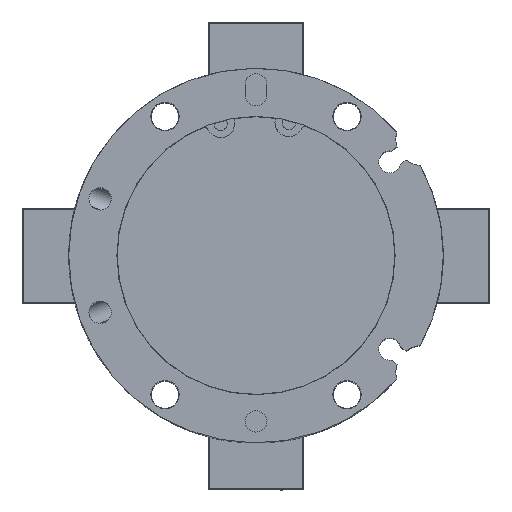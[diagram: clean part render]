
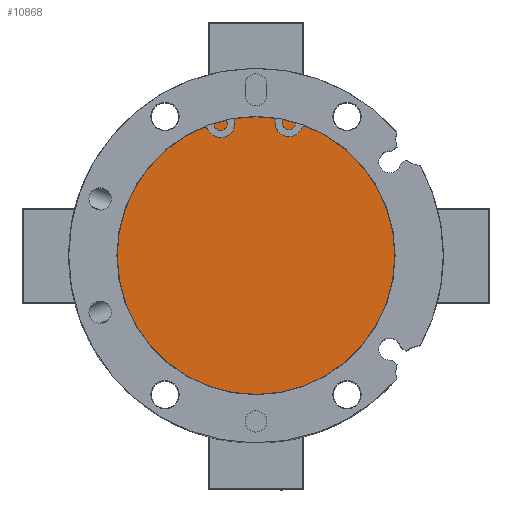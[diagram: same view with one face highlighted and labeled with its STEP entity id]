
A CAD part, top view. The second image highlights one B-rep face of the part: STEP entity #10868.
In plain terms, the highlighted planar face has unit normal (0, 0, 1).
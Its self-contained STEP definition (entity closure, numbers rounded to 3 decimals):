
#1543 = CARTESIAN_POINT ( 'NONE',  ( -9.754, 76.501, -22.627 ) ) ;
#1737 = DIRECTION ( 'NONE',  ( 0., 1., 0. ) ) ;
#1853 = EDGE_CURVE ( 'NONE', #11416, #13293, #6844, .T. ) ;
#2684 = DIRECTION ( 'NONE',  ( 0., 1., 0. ) ) ;
#2817 = DIRECTION ( 'NONE',  ( 0., 0., -1. ) ) ;
#3950 = ORIENTED_EDGE ( 'NONE', *, *, #10293, .F. ) ;
#4028 = CARTESIAN_POINT ( 'NONE',  ( -9.754, 50.551, -22.627 ) ) ;
#5460 = FACE_OUTER_BOUND ( 'NONE', #13596, .T. ) ;
#6844 = CIRCLE ( 'NONE', #13827, 25.95 ) ;
#7295 = CARTESIAN_POINT ( 'NONE',  ( -9.754, 76.501, -22.627 ) ) ;
#8355 = CARTESIAN_POINT ( 'NONE',  ( -9.754, 102.451, -22.627 ) ) ;
#8426 = DIRECTION ( 'NONE',  ( 0., 0., -1. ) ) ;
#9327 = DIRECTION ( 'NONE',  ( 0., 0., -1. ) ) ;
#9449 = CIRCLE ( 'NONE', #10000, 25.95 ) ;
#9471 = CARTESIAN_POINT ( 'NONE',  ( -9.754, 76.501, -22.627 ) ) ;
#9476 = PLANE ( 'NONE',  #13168 ) ;
#10000 = AXIS2_PLACEMENT_3D ( 'NONE', #9471, #2817, #10549 ) ;
#10293 = EDGE_CURVE ( 'NONE', #13293, #11416, #9449, .T. ) ;
#10549 = DIRECTION ( 'NONE',  ( 0., 1., 0. ) ) ;
#10868 = ADVANCED_FACE ( 'NONE', ( #5460 ), #9476, .F. ) ;
#10885 = ORIENTED_EDGE ( 'NONE', *, *, #1853, .F. ) ;
#11416 = VERTEX_POINT ( 'NONE', #8355 ) ;
#13168 = AXIS2_PLACEMENT_3D ( 'NONE', #7295, #8426, #1737 ) ;
#13293 = VERTEX_POINT ( 'NONE', #4028 ) ;
#13596 = EDGE_LOOP ( 'NONE', ( #10885, #3950 ) ) ;
#13827 = AXIS2_PLACEMENT_3D ( 'NONE', #1543, #9327, #2684 ) ;
